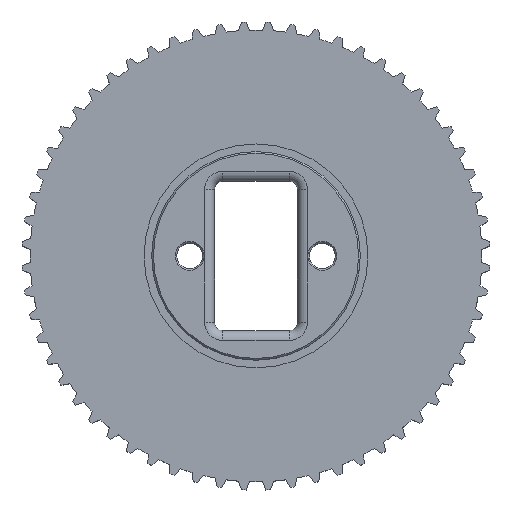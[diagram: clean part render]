
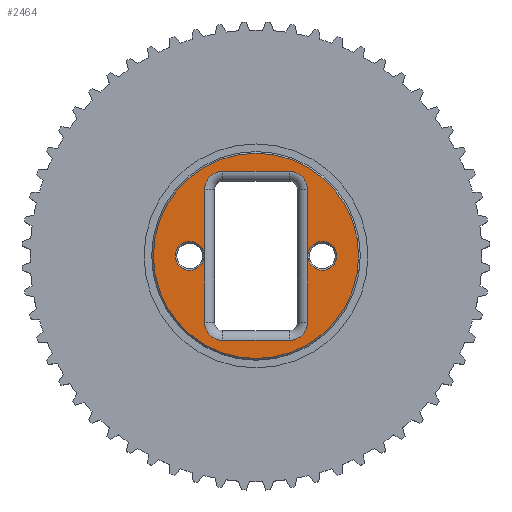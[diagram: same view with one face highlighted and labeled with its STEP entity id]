
A CAD part, top view. The second image highlights one B-rep face of the part: STEP entity #2464.
In plain terms, the highlighted planar face has unit normal (0, 0, 1).
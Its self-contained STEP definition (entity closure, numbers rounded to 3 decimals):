
#13 = ORIENTED_EDGE ( 'NONE', *, *, #4731, .T. ) ;
#102 = VERTEX_POINT ( 'NONE', #3744 ) ;
#124 = DIRECTION ( 'NONE',  ( 0., 0., -1. ) ) ;
#168 = EDGE_CURVE ( 'NONE', #7021, #5588, #5606, .T. ) ;
#227 = EDGE_CURVE ( 'NONE', #8272, #3076, #2212, .T. ) ;
#350 = DIRECTION ( 'NONE',  ( -1., 0., 0. ) ) ;
#395 = DIRECTION ( 'NONE',  ( -1., 0., 0. ) ) ;
#530 = EDGE_CURVE ( 'NONE', #3079, #877, #2780, .T. ) ;
#633 = DIRECTION ( 'NONE',  ( 0., 0., 1. ) ) ;
#817 = DIRECTION ( 'NONE',  ( 0., 0., -1. ) ) ;
#831 = CARTESIAN_POINT ( 'NONE',  ( -6.2, 12.575, 9.35 ) ) ;
#877 = VERTEX_POINT ( 'NONE', #1994 ) ;
#972 = PLANE ( 'NONE',  #9314 ) ;
#1024 = FACE_BOUND ( 'NONE', #2714, .T. ) ;
#1060 = DIRECTION ( 'NONE',  ( 0., 0., -1. ) ) ;
#1119 = CARTESIAN_POINT ( 'NONE',  ( 4., 8., 9.35 ) ) ;
#1203 = VERTEX_POINT ( 'NONE', #7127 ) ;
#1226 = ORIENTED_EDGE ( 'NONE', *, *, #4942, .T. ) ;
#1238 = CIRCLE ( 'NONE', #6757, 1.75 ) ;
#1239 = ORIENTED_EDGE ( 'NONE', *, *, #1625, .T. ) ;
#1300 = CARTESIAN_POINT ( 'NONE',  ( -8., 0., 9.35 ) ) ;
#1397 = DIRECTION ( 'NONE',  ( 0., 0., -1. ) ) ;
#1459 = ORIENTED_EDGE ( 'NONE', *, *, #4645, .T. ) ;
#1532 = ORIENTED_EDGE ( 'NONE', *, *, #9037, .T. ) ;
#1536 = CIRCLE ( 'NONE', #3740, 12.375 ) ;
#1545 = ORIENTED_EDGE ( 'NONE', *, *, #7711, .T. ) ;
#1625 = EDGE_CURVE ( 'NONE', #877, #102, #6227, .T. ) ;
#1764 = DIRECTION ( 'NONE',  ( 0., 0., -1. ) ) ;
#1766 = VERTEX_POINT ( 'NONE', #4538 ) ;
#1877 = DIRECTION ( 'NONE',  ( -1., 0., 0. ) ) ;
#1994 = CARTESIAN_POINT ( 'NONE',  ( 4., -10.2, 9.35 ) ) ;
#2023 = CARTESIAN_POINT ( 'NONE',  ( -12.375, 0., 9.35 ) ) ;
#2083 = AXIS2_PLACEMENT_3D ( 'NONE', #5550, #1060, #9292 ) ;
#2100 = VECTOR ( 'NONE', #9478, 1000. ) ;
#2212 = LINE ( 'NONE', #831, #2300 ) ;
#2300 = VECTOR ( 'NONE', #3002, 1000. ) ;
#2395 = EDGE_LOOP ( 'NONE', ( #8539, #1545 ) ) ;
#2418 = CIRCLE ( 'NONE', #3362, 1.75 ) ;
#2464 = ADVANCED_FACE ( 'NONE', ( #4773, #1024, #8461, #7728 ), #972, .F. ) ;
#2466 = CARTESIAN_POINT ( 'NONE',  ( 12.375, 0., 9.35 ) ) ;
#2513 = EDGE_LOOP ( 'NONE', ( #5621, #5635, #8117, #1226, #6917, #6755, #1239, #2980 ) ) ;
#2637 = DIRECTION ( 'NONE',  ( -1., 0., 0. ) ) ;
#2670 = CIRCLE ( 'NONE', #9590, 2.2 ) ;
#2714 = EDGE_LOOP ( 'NONE', ( #1532, #13 ) ) ;
#2780 = CIRCLE ( 'NONE', #6245, 2.2 ) ;
#2954 = CARTESIAN_POINT ( 'NONE',  ( 0., 0., 9.35 ) ) ;
#2980 = ORIENTED_EDGE ( 'NONE', *, *, #4037, .T. ) ;
#3002 = DIRECTION ( 'NONE',  ( 0., 1., 0. ) ) ;
#3076 = VERTEX_POINT ( 'NONE', #3107 ) ;
#3079 = VERTEX_POINT ( 'NONE', #8174 ) ;
#3107 = CARTESIAN_POINT ( 'NONE',  ( -6.2, 8., 9.35 ) ) ;
#3245 = DIRECTION ( 'NONE',  ( 0., 0., -1. ) ) ;
#3346 = CARTESIAN_POINT ( 'NONE',  ( -4., 10.2, 9.35 ) ) ;
#3362 = AXIS2_PLACEMENT_3D ( 'NONE', #1300, #1397, #6722 ) ;
#3469 = CIRCLE ( 'NONE', #5824, 1.75 ) ;
#3515 = LINE ( 'NONE', #7447, #7005 ) ;
#3562 = DIRECTION ( 'NONE',  ( 0., 0., -1. ) ) ;
#3740 = AXIS2_PLACEMENT_3D ( 'NONE', #4997, #9382, #2637 ) ;
#3744 = CARTESIAN_POINT ( 'NONE',  ( -4., -10.2, 9.35 ) ) ;
#3983 = CARTESIAN_POINT ( 'NONE',  ( 0., 12.575, 9.35 ) ) ;
#4037 = EDGE_CURVE ( 'NONE', #102, #8272, #9329, .T. ) ;
#4049 = CARTESIAN_POINT ( 'NONE',  ( -9.75, 0., 9.35 ) ) ;
#4143 = CIRCLE ( 'NONE', #5250, 2.2 ) ;
#4255 = CARTESIAN_POINT ( 'NONE',  ( 6.2, 8., 9.35 ) ) ;
#4389 = AXIS2_PLACEMENT_3D ( 'NONE', #7632, #3562, #8970 ) ;
#4454 = VECTOR ( 'NONE', #1877, 1000. ) ;
#4538 = CARTESIAN_POINT ( 'NONE',  ( -6.25, 0., 9.35 ) ) ;
#4645 = EDGE_CURVE ( 'NONE', #5656, #1203, #1238, .T. ) ;
#4664 = DIRECTION ( 'NONE',  ( -1., 0., 0. ) ) ;
#4731 = EDGE_CURVE ( 'NONE', #8492, #1766, #8632, .T. ) ;
#4773 = FACE_BOUND ( 'NONE', #9209, .T. ) ;
#4918 = VERTEX_POINT ( 'NONE', #3346 ) ;
#4940 = CARTESIAN_POINT ( 'NONE',  ( 8., 0., 9.35 ) ) ;
#4942 = EDGE_CURVE ( 'NONE', #6052, #7712, #2670, .T. ) ;
#4997 = CARTESIAN_POINT ( 'NONE',  ( 0., 0., 9.35 ) ) ;
#5250 = AXIS2_PLACEMENT_3D ( 'NONE', #5819, #5672, #395 ) ;
#5256 = EDGE_CURVE ( 'NONE', #1203, #5656, #3469, .T. ) ;
#5550 = CARTESIAN_POINT ( 'NONE',  ( -4., -8., 9.35 ) ) ;
#5588 = VERTEX_POINT ( 'NONE', #2466 ) ;
#5606 = CIRCLE ( 'NONE', #8897, 12.375 ) ;
#5621 = ORIENTED_EDGE ( 'NONE', *, *, #227, .T. ) ;
#5635 = ORIENTED_EDGE ( 'NONE', *, *, #9172, .T. ) ;
#5656 = VERTEX_POINT ( 'NONE', #8706 ) ;
#5672 = DIRECTION ( 'NONE',  ( 0., 0., -1. ) ) ;
#5725 = DIRECTION ( 'NONE',  ( 0., 0., -1. ) ) ;
#5819 = CARTESIAN_POINT ( 'NONE',  ( -4., 8., 9.35 ) ) ;
#5824 = AXIS2_PLACEMENT_3D ( 'NONE', #8454, #124, #4664 ) ;
#6052 = VERTEX_POINT ( 'NONE', #9392 ) ;
#6205 = CARTESIAN_POINT ( 'NONE',  ( 0., 10.2, 9.35 ) ) ;
#6227 = LINE ( 'NONE', #9224, #4454 ) ;
#6245 = AXIS2_PLACEMENT_3D ( 'NONE', #8895, #817, #6644 ) ;
#6567 = DIRECTION ( 'NONE',  ( 0., -1., 0. ) ) ;
#6644 = DIRECTION ( 'NONE',  ( -1., 0., 0. ) ) ;
#6710 = CARTESIAN_POINT ( 'NONE',  ( -6.2, -8., 9.35 ) ) ;
#6722 = DIRECTION ( 'NONE',  ( -1., 0., 0. ) ) ;
#6755 = ORIENTED_EDGE ( 'NONE', *, *, #530, .T. ) ;
#6757 = AXIS2_PLACEMENT_3D ( 'NONE', #4940, #5725, #350 ) ;
#6917 = ORIENTED_EDGE ( 'NONE', *, *, #8192, .T. ) ;
#7005 = VECTOR ( 'NONE', #6567, 1000. ) ;
#7021 = VERTEX_POINT ( 'NONE', #2023 ) ;
#7127 = CARTESIAN_POINT ( 'NONE',  ( 9.75, 0., 9.35 ) ) ;
#7139 = DIRECTION ( 'NONE',  ( -1., 0., 0. ) ) ;
#7447 = CARTESIAN_POINT ( 'NONE',  ( 6.2, 12.575, 9.35 ) ) ;
#7632 = CARTESIAN_POINT ( 'NONE',  ( -8., 0., 9.35 ) ) ;
#7691 = ORIENTED_EDGE ( 'NONE', *, *, #5256, .T. ) ;
#7711 = EDGE_CURVE ( 'NONE', #5588, #7021, #1536, .T. ) ;
#7712 = VERTEX_POINT ( 'NONE', #4255 ) ;
#7728 = FACE_BOUND ( 'NONE', #2513, .T. ) ;
#8117 = ORIENTED_EDGE ( 'NONE', *, *, #8907, .T. ) ;
#8174 = CARTESIAN_POINT ( 'NONE',  ( 6.2, -8., 9.35 ) ) ;
#8192 = EDGE_CURVE ( 'NONE', #7712, #3079, #3515, .T. ) ;
#8272 = VERTEX_POINT ( 'NONE', #6710 ) ;
#8454 = CARTESIAN_POINT ( 'NONE',  ( 8., 0., 9.35 ) ) ;
#8461 = FACE_OUTER_BOUND ( 'NONE', #2395, .T. ) ;
#8492 = VERTEX_POINT ( 'NONE', #4049 ) ;
#8539 = ORIENTED_EDGE ( 'NONE', *, *, #168, .T. ) ;
#8632 = CIRCLE ( 'NONE', #4389, 1.75 ) ;
#8689 = LINE ( 'NONE', #6205, #2100 ) ;
#8706 = CARTESIAN_POINT ( 'NONE',  ( 6.25, 0., 9.35 ) ) ;
#8895 = CARTESIAN_POINT ( 'NONE',  ( 4., -8., 9.35 ) ) ;
#8897 = AXIS2_PLACEMENT_3D ( 'NONE', #2954, #633, #8960 ) ;
#8907 = EDGE_CURVE ( 'NONE', #4918, #6052, #8689, .T. ) ;
#8960 = DIRECTION ( 'NONE',  ( -1., 0., 0. ) ) ;
#8970 = DIRECTION ( 'NONE',  ( -1., 0., 0. ) ) ;
#9037 = EDGE_CURVE ( 'NONE', #1766, #8492, #2418, .T. ) ;
#9172 = EDGE_CURVE ( 'NONE', #3076, #4918, #4143, .T. ) ;
#9209 = EDGE_LOOP ( 'NONE', ( #7691, #1459 ) ) ;
#9224 = CARTESIAN_POINT ( 'NONE',  ( 0., -10.2, 9.35 ) ) ;
#9251 = DIRECTION ( 'NONE',  ( -1., 0., 0. ) ) ;
#9292 = DIRECTION ( 'NONE',  ( -1., 0., 0. ) ) ;
#9314 = AXIS2_PLACEMENT_3D ( 'NONE', #3983, #3245, #9251 ) ;
#9329 = CIRCLE ( 'NONE', #2083, 2.2 ) ;
#9382 = DIRECTION ( 'NONE',  ( 0., 0., 1. ) ) ;
#9392 = CARTESIAN_POINT ( 'NONE',  ( 4., 10.2, 9.35 ) ) ;
#9478 = DIRECTION ( 'NONE',  ( 1., 0., 0. ) ) ;
#9590 = AXIS2_PLACEMENT_3D ( 'NONE', #1119, #1764, #7139 ) ;
